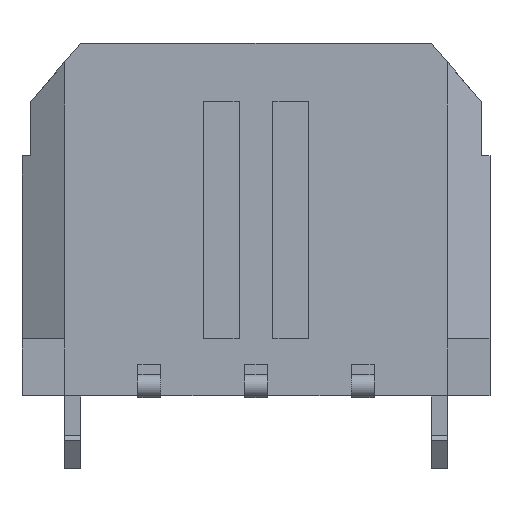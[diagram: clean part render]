
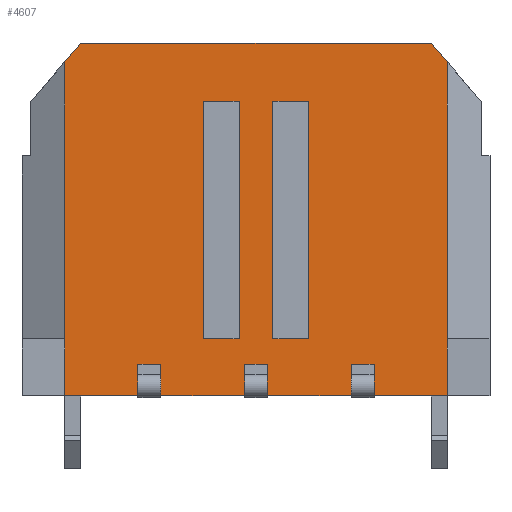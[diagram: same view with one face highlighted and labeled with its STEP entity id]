
A CAD part, front view. The second image highlights one B-rep face of the part: STEP entity #4607.
In plain terms, the highlighted planar face has unit normal (0, -1, 0).
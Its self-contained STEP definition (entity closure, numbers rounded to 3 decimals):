
#53=DIRECTION('',(1.,0.,0.));
#54=VECTOR('',#53,1.);
#55=CARTESIAN_POINT('',(-1.475,-3.43,3.315));
#56=LINE('',#55,#54);
#57=DIRECTION('',(0.,0.,1.));
#58=VECTOR('',#57,6.67);
#59=CARTESIAN_POINT('',(-1.475,-3.43,-3.355));
#60=LINE('',#59,#58);
#61=DIRECTION('',(1.,0.,0.));
#62=VECTOR('',#61,1.);
#63=CARTESIAN_POINT('',(-1.475,-3.43,-3.355));
#64=LINE('',#63,#62);
#65=DIRECTION('',(0.,0.,1.));
#66=VECTOR('',#65,6.67);
#67=CARTESIAN_POINT('',(-0.475,-3.43,-3.355));
#68=LINE('',#67,#66);
#69=DIRECTION('',(1.,0.,0.));
#70=VECTOR('',#69,1.);
#71=CARTESIAN_POINT('',(0.475,-3.43,3.315));
#72=LINE('',#71,#70);
#73=DIRECTION('',(0.,0.,1.));
#74=VECTOR('',#73,6.67);
#75=CARTESIAN_POINT('',(0.475,-3.43,-3.355));
#76=LINE('',#75,#74);
#77=DIRECTION('',(1.,0.,0.));
#78=VECTOR('',#77,1.);
#79=CARTESIAN_POINT('',(0.475,-3.43,-3.355));
#80=LINE('',#79,#78);
#81=DIRECTION('',(0.,0.,1.));
#82=VECTOR('',#81,6.67);
#83=CARTESIAN_POINT('',(1.475,-3.43,-3.355));
#84=LINE('',#83,#82);
#85=DIRECTION('',(0.,0.,1.));
#86=VECTOR('',#85,0.64);
#87=CARTESIAN_POINT('',(-2.68,-3.43,-4.714));
#88=LINE('',#87,#86);
#89=DIRECTION('',(0.,0.,1.));
#90=VECTOR('',#89,0.64);
#91=CARTESIAN_POINT('',(-3.32,-3.43,-4.714));
#92=LINE('',#91,#90);
#93=DIRECTION('',(0.,0.,-1.));
#94=VECTOR('',#93,0.241);
#95=CARTESIAN_POINT('',(-3.32,-3.43,-4.714));
#96=LINE('',#95,#94);
#97=DIRECTION('',(0.,0.,-1.));
#98=VECTOR('',#97,7.783);
#99=CARTESIAN_POINT('',(-5.375,-3.43,4.428));
#100=LINE('',#99,#98);
#101=DIRECTION('',(-0.649,0.,-0.761));
#102=VECTOR('',#101,0.693);
#103=CARTESIAN_POINT('',(-4.925,-3.43,4.955));
#104=LINE('',#103,#102);
#105=DIRECTION('',(1.,0.,0.));
#106=VECTOR('',#105,9.85);
#107=CARTESIAN_POINT('',(-4.925,-3.43,4.955));
#108=LINE('',#107,#106);
#109=DIRECTION('',(-0.649,0.,0.761));
#110=VECTOR('',#109,0.693);
#111=CARTESIAN_POINT('',(5.375,-3.43,4.428));
#112=LINE('',#111,#110);
#113=DIRECTION('',(0.,0.,-1.));
#114=VECTOR('',#113,7.783);
#115=CARTESIAN_POINT('',(5.375,-3.43,4.428));
#116=LINE('',#115,#114);
#117=DIRECTION('',(0.,0.,-1.));
#118=VECTOR('',#117,1.6);
#119=CARTESIAN_POINT('',(5.375,-3.43,-3.355));
#120=LINE('',#119,#118);
#121=DIRECTION('',(0.,0.,-1.));
#122=VECTOR('',#121,0.241);
#123=CARTESIAN_POINT('',(3.32,-3.43,-4.714));
#124=LINE('',#123,#122);
#125=DIRECTION('',(0.,0.,1.));
#126=VECTOR('',#125,0.64);
#127=CARTESIAN_POINT('',(3.32,-3.43,-4.714));
#128=LINE('',#127,#126);
#129=DIRECTION('',(0.,0.,1.));
#130=VECTOR('',#129,0.64);
#131=CARTESIAN_POINT('',(2.68,-3.43,-4.714));
#132=LINE('',#131,#130);
#133=DIRECTION('',(0.,0.,-1.));
#134=VECTOR('',#133,0.241);
#135=CARTESIAN_POINT('',(2.68,-3.43,-4.714));
#136=LINE('',#135,#134);
#137=DIRECTION('',(0.,0.,-1.));
#138=VECTOR('',#137,0.241);
#139=CARTESIAN_POINT('',(0.32,-3.43,-4.714));
#140=LINE('',#139,#138);
#141=DIRECTION('',(0.,0.,1.));
#142=VECTOR('',#141,0.64);
#143=CARTESIAN_POINT('',(0.32,-3.43,-4.714));
#144=LINE('',#143,#142);
#145=DIRECTION('',(0.,0.,1.));
#146=VECTOR('',#145,0.64);
#147=CARTESIAN_POINT('',(-0.32,-3.43,-4.714));
#148=LINE('',#147,#146);
#149=DIRECTION('',(0.,0.,-1.));
#150=VECTOR('',#149,0.241);
#151=CARTESIAN_POINT('',(-0.32,-3.43,-4.714));
#152=LINE('',#151,#150);
#153=DIRECTION('',(0.,0.,-1.));
#154=VECTOR('',#153,0.241);
#155=CARTESIAN_POINT('',(-2.68,-3.43,-4.714));
#156=LINE('',#155,#154);
#1125=DIRECTION('',(-1.,0.,0.));
#1126=VECTOR('',#1125,2.055);
#1127=CARTESIAN_POINT('',(-3.32,-3.43,-4.955));
#1128=LINE('',#1127,#1126);
#1137=DIRECTION('',(-1.,0.,0.));
#1138=VECTOR('',#1137,2.36);
#1139=CARTESIAN_POINT('',(-0.32,-3.43,-4.955));
#1140=LINE('',#1139,#1138);
#1145=DIRECTION('',(-1.,0.,0.));
#1146=VECTOR('',#1145,2.055);
#1147=CARTESIAN_POINT('',(5.375,-3.43,-4.955));
#1148=LINE('',#1147,#1146);
#1161=DIRECTION('',(-1.,0.,0.));
#1162=VECTOR('',#1161,2.36);
#1163=CARTESIAN_POINT('',(2.68,-3.43,-4.955));
#1164=LINE('',#1163,#1162);
#2213=DIRECTION('',(-1.,0.,0.));
#2214=VECTOR('',#2213,0.64);
#2215=CARTESIAN_POINT('',(-2.68,-3.43,-4.074));
#2216=LINE('',#2215,#2214);
#2723=DIRECTION('',(-1.,0.,0.));
#2724=VECTOR('',#2723,0.64);
#2725=CARTESIAN_POINT('',(3.32,-3.43,-4.074));
#2726=LINE('',#2725,#2724);
#3127=DIRECTION('',(-1.,0.,0.));
#3128=VECTOR('',#3127,0.64);
#3129=CARTESIAN_POINT('',(0.32,-3.43,-4.074));
#3130=LINE('',#3129,#3128);
#3339=DIRECTION('',(0.,0.,-1.));
#3340=VECTOR('',#3339,1.6);
#3341=CARTESIAN_POINT('',(-5.375,-3.43,-3.355));
#3342=LINE('',#3341,#3340);
#3371=CARTESIAN_POINT('',(-4.925,-3.43,4.955));
#3372=CARTESIAN_POINT('',(4.925,-3.43,4.955));
#3373=VERTEX_POINT('',#3371);
#3374=VERTEX_POINT('',#3372);
#3467=CARTESIAN_POINT('',(-2.68,-3.43,-4.955));
#3469=VERTEX_POINT('',#3467);
#3471=CARTESIAN_POINT('',(-3.32,-3.43,-4.955));
#3473=VERTEX_POINT('',#3471);
#3475=CARTESIAN_POINT('',(0.32,-3.43,-4.955));
#3477=VERTEX_POINT('',#3475);
#3479=CARTESIAN_POINT('',(-0.32,-3.43,-4.955));
#3481=VERTEX_POINT('',#3479);
#3491=CARTESIAN_POINT('',(3.32,-3.43,-4.955));
#3493=VERTEX_POINT('',#3491);
#3495=CARTESIAN_POINT('',(2.68,-3.43,-4.955));
#3497=VERTEX_POINT('',#3495);
#3508=CARTESIAN_POINT('',(5.375,-3.43,-3.355));
#3510=VERTEX_POINT('',#3508);
#3512=CARTESIAN_POINT('',(-5.375,-3.43,-3.355));
#3514=VERTEX_POINT('',#3512);
#3521=CARTESIAN_POINT('',(5.375,-3.43,-4.955));
#3522=VERTEX_POINT('',#3521);
#3523=CARTESIAN_POINT('',(-5.375,-3.43,-4.955));
#3524=VERTEX_POINT('',#3523);
#3597=CARTESIAN_POINT('',(3.32,-3.43,-4.714));
#3598=CARTESIAN_POINT('',(3.32,-3.43,-4.074));
#3599=VERTEX_POINT('',#3597);
#3600=VERTEX_POINT('',#3598);
#3601=CARTESIAN_POINT('',(2.68,-3.43,-4.714));
#3602=CARTESIAN_POINT('',(2.68,-3.43,-4.074));
#3603=VERTEX_POINT('',#3601);
#3604=VERTEX_POINT('',#3602);
#3769=CARTESIAN_POINT('',(-1.475,-3.43,3.315));
#3770=CARTESIAN_POINT('',(-0.475,-3.43,3.315));
#3771=VERTEX_POINT('',#3769);
#3772=VERTEX_POINT('',#3770);
#3773=CARTESIAN_POINT('',(0.475,-3.43,3.315));
#3774=CARTESIAN_POINT('',(1.475,-3.43,3.315));
#3775=VERTEX_POINT('',#3773);
#3776=VERTEX_POINT('',#3774);
#3777=CARTESIAN_POINT('',(-1.475,-3.43,-3.355));
#3778=CARTESIAN_POINT('',(-0.475,-3.43,-3.355));
#3779=VERTEX_POINT('',#3777);
#3780=VERTEX_POINT('',#3778);
#3781=CARTESIAN_POINT('',(0.475,-3.43,-3.355));
#3782=CARTESIAN_POINT('',(1.475,-3.43,-3.355));
#3783=VERTEX_POINT('',#3781);
#3784=VERTEX_POINT('',#3782);
#4053=CARTESIAN_POINT('',(5.375,-3.43,4.428));
#4054=VERTEX_POINT('',#4053);
#4055=CARTESIAN_POINT('',(-5.375,-3.43,4.428));
#4056=VERTEX_POINT('',#4055);
#4203=CARTESIAN_POINT('',(0.32,-3.43,-4.714));
#4204=CARTESIAN_POINT('',(0.32,-3.43,-4.074));
#4205=VERTEX_POINT('',#4203);
#4206=VERTEX_POINT('',#4204);
#4207=CARTESIAN_POINT('',(-0.32,-3.43,-4.714));
#4208=CARTESIAN_POINT('',(-0.32,-3.43,-4.074));
#4209=VERTEX_POINT('',#4207);
#4210=VERTEX_POINT('',#4208);
#4331=CARTESIAN_POINT('',(-2.68,-3.43,-4.714));
#4332=CARTESIAN_POINT('',(-2.68,-3.43,-4.074));
#4333=VERTEX_POINT('',#4331);
#4334=VERTEX_POINT('',#4332);
#4335=CARTESIAN_POINT('',(-3.32,-3.43,-4.714));
#4336=CARTESIAN_POINT('',(-3.32,-3.43,-4.074));
#4337=VERTEX_POINT('',#4335);
#4338=VERTEX_POINT('',#4336);
#4529=CARTESIAN_POINT('',(-6.325,-3.43,4.955));
#4530=DIRECTION('',(0.,-1.,0.));
#4531=DIRECTION('',(0.,0.,-1.));
#4532=AXIS2_PLACEMENT_3D('',#4529,#4530,#4531);
#4533=PLANE('',#4532);
#4535=ORIENTED_EDGE('',*,*,#4534,.T.);
#4537=ORIENTED_EDGE('',*,*,#4536,.T.);
#4539=ORIENTED_EDGE('',*,*,#4538,.F.);
#4541=ORIENTED_EDGE('',*,*,#4540,.T.);
#4543=ORIENTED_EDGE('',*,*,#4542,.T.);
#4545=ORIENTED_EDGE('',*,*,#4544,.F.);
#4546=ORIENTED_EDGE('',*,*,#4516,.F.);
#4548=ORIENTED_EDGE('',*,*,#4547,.F.);
#4550=ORIENTED_EDGE('',*,*,#4549,.T.);
#4552=ORIENTED_EDGE('',*,*,#4551,.F.);
#4554=ORIENTED_EDGE('',*,*,#4553,.T.);
#4556=ORIENTED_EDGE('',*,*,#4555,.T.);
#4558=ORIENTED_EDGE('',*,*,#4557,.T.);
#4560=ORIENTED_EDGE('',*,*,#4559,.F.);
#4562=ORIENTED_EDGE('',*,*,#4561,.T.);
#4564=ORIENTED_EDGE('',*,*,#4563,.T.);
#4566=ORIENTED_EDGE('',*,*,#4565,.F.);
#4568=ORIENTED_EDGE('',*,*,#4567,.T.);
#4570=ORIENTED_EDGE('',*,*,#4569,.T.);
#4572=ORIENTED_EDGE('',*,*,#4571,.F.);
#4574=ORIENTED_EDGE('',*,*,#4573,.T.);
#4576=ORIENTED_EDGE('',*,*,#4575,.T.);
#4578=ORIENTED_EDGE('',*,*,#4577,.F.);
#4580=ORIENTED_EDGE('',*,*,#4579,.T.);
#4582=ORIENTED_EDGE('',*,*,#4581,.T.);
#4584=ORIENTED_EDGE('',*,*,#4583,.F.);
#4585=EDGE_LOOP('',(#4535,#4537,#4539,#4541,#4543,#4545,#4546,#4548,#4550,#4552,
#4554,#4556,#4558,#4560,#4562,#4564,#4566,#4568,#4570,#4572,#4574,#4576,#4578,
#4580,#4582,#4584));
#4586=FACE_OUTER_BOUND('',#4585,.F.);
#4588=ORIENTED_EDGE('',*,*,#4587,.F.);
#4590=ORIENTED_EDGE('',*,*,#4589,.F.);
#4592=ORIENTED_EDGE('',*,*,#4591,.T.);
#4594=ORIENTED_EDGE('',*,*,#4593,.T.);
#4595=EDGE_LOOP('',(#4588,#4590,#4592,#4594));
#4596=FACE_BOUND('',#4595,.F.);
#4598=ORIENTED_EDGE('',*,*,#4597,.F.);
#4600=ORIENTED_EDGE('',*,*,#4599,.F.);
#4602=ORIENTED_EDGE('',*,*,#4601,.T.);
#4604=ORIENTED_EDGE('',*,*,#4603,.T.);
#4605=EDGE_LOOP('',(#4598,#4600,#4602,#4604));
#4606=FACE_BOUND('',#4605,.F.);
#4607=ADVANCED_FACE('',(#4586,#4596,#4606),#4533,.T.);
#4516=EDGE_CURVE('',#4056,#3514,#100,.T.);
#4534=EDGE_CURVE('',#4333,#4334,#88,.T.);
#4536=EDGE_CURVE('',#4334,#4338,#2216,.T.);
#4538=EDGE_CURVE('',#4337,#4338,#92,.T.);
#4540=EDGE_CURVE('',#4337,#3473,#96,.T.);
#4542=EDGE_CURVE('',#3473,#3524,#1128,.T.);
#4544=EDGE_CURVE('',#3514,#3524,#3342,.T.);
#4547=EDGE_CURVE('',#3373,#4056,#104,.T.);
#4549=EDGE_CURVE('',#3373,#3374,#108,.T.);
#4551=EDGE_CURVE('',#4054,#3374,#112,.T.);
#4553=EDGE_CURVE('',#4054,#3510,#116,.T.);
#4555=EDGE_CURVE('',#3510,#3522,#120,.T.);
#4557=EDGE_CURVE('',#3522,#3493,#1148,.T.);
#4559=EDGE_CURVE('',#3599,#3493,#124,.T.);
#4561=EDGE_CURVE('',#3599,#3600,#128,.T.);
#4563=EDGE_CURVE('',#3600,#3604,#2726,.T.);
#4565=EDGE_CURVE('',#3603,#3604,#132,.T.);
#4567=EDGE_CURVE('',#3603,#3497,#136,.T.);
#4569=EDGE_CURVE('',#3497,#3477,#1164,.T.);
#4571=EDGE_CURVE('',#4205,#3477,#140,.T.);
#4573=EDGE_CURVE('',#4205,#4206,#144,.T.);
#4575=EDGE_CURVE('',#4206,#4210,#3130,.T.);
#4577=EDGE_CURVE('',#4209,#4210,#148,.T.);
#4579=EDGE_CURVE('',#4209,#3481,#152,.T.);
#4581=EDGE_CURVE('',#3481,#3469,#1140,.T.);
#4583=EDGE_CURVE('',#4333,#3469,#156,.T.);
#4587=EDGE_CURVE('',#3775,#3776,#72,.T.);
#4589=EDGE_CURVE('',#3783,#3775,#76,.T.);
#4591=EDGE_CURVE('',#3783,#3784,#80,.T.);
#4593=EDGE_CURVE('',#3784,#3776,#84,.T.);
#4597=EDGE_CURVE('',#3771,#3772,#56,.T.);
#4599=EDGE_CURVE('',#3779,#3771,#60,.T.);
#4601=EDGE_CURVE('',#3779,#3780,#64,.T.);
#4603=EDGE_CURVE('',#3780,#3772,#68,.T.);
